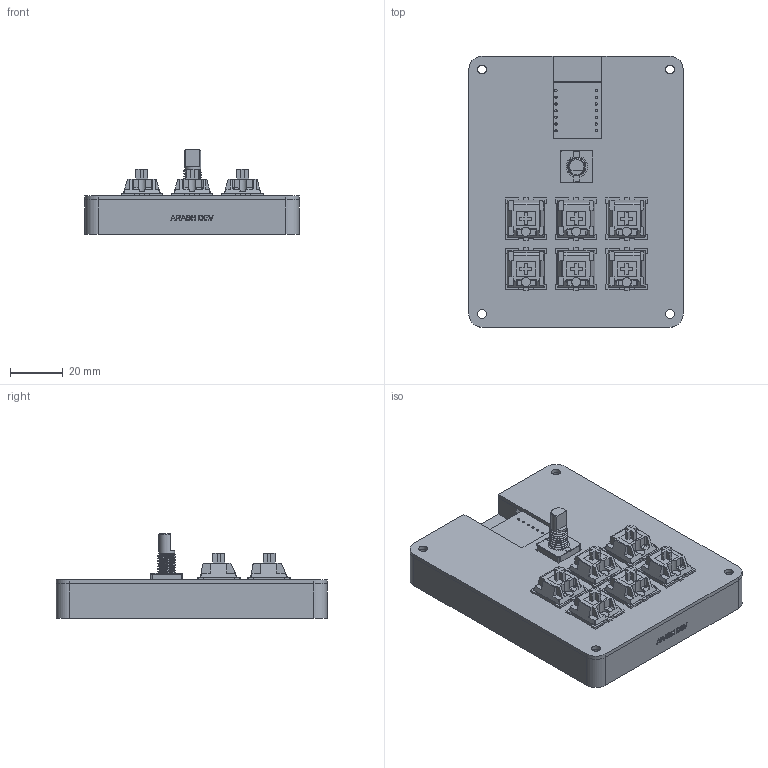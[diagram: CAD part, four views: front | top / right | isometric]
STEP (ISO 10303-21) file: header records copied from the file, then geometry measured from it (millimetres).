
FILE_DESCRIPTION(/* description */ (''),/* implementation_level */ '2;1');
FILE_NAME(/* name */ 'HackPad_assembly.step',/* time_stamp */ '2025-12-12T13:52:07+03:30',/* author */ (''),/* organization */ (''),/* preprocessor_version */ 'ST-DEVELOPER v20.1',/* originating_system */ 'Autodesk Translation Framework v14.21.0.0',/* authorisation */ '');
FILE_SCHEMA (('AUTOMOTIVE_DESIGN { 1 0 10303 214 3 1 1 }'));
Length unit declared in the file: millimetre
Products named in the file (14): HackPad_fit; HackPad_Bottom; macropad_PCB; switch; æè½¬ç¼ç 
å¨; switch_1; switch_2; LED_SK6812MINI-E; switch_3; switch_4; switch_5; Component1; Component2; HackPad_Top
Assembly tree (24 placements, depth 4):
  HackPad_fit
    HackPad_Bottom
    macropad_PCB
      switch
        Component1
        Component2
      æè½¬ç¼ç 
å¨
      LED_SK6812MINI-E  x2
      switch_1
        Component1
        Component2
      switch_2
        Component1
        Component2
      switch_3
        Component1
        Component2
      switch_4
        Component1
        Component2
      switch_5
        Component1
        Component2
    HackPad_Top
Bounding box: 81 x 102.6 x 31.98 mm (x, y, z)
Volume: 82532.8 mm3; surface area: 61105.8 mm2
Topology: 67 solids, 67 shells, 1789 faces, 4627 edges, 3015 vertices
Faces by surface type: plane 1200, cylinder 360, bspline 160, sphere 38, cone 23, torus 8
Full cylindrical faces by diameter (mm): 0.889 x14, 1 x5, 1.5 x12, 1.6 x12, 1.7 x12, 3.4 x8, 3.5 x1, 3.85 x6, 4 x6, 5.717 x7, 6 x5, 6.8 x6
Entity records: 35523 total; most frequent: CARTESIAN_POINT 9585, ORIENTED_EDGE 5516, DIRECTION 4672, EDGE_CURVE 2758, LINE 1992, VECTOR 1992, VERTEX_POINT 1804, AXIS2_PLACEMENT_3D 1340
